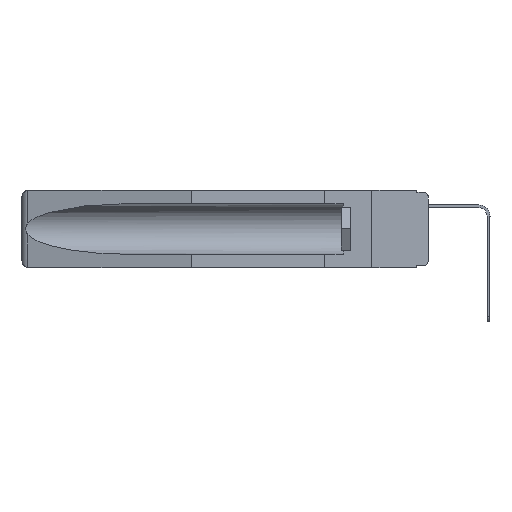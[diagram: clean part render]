
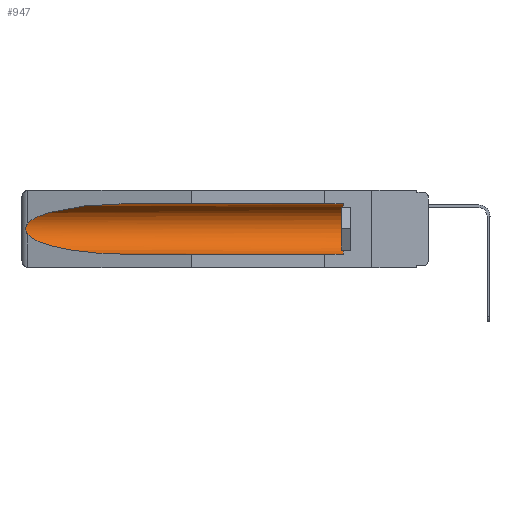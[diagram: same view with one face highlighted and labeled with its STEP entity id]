
A CAD part, left-side view. The second image highlights one B-rep face of the part: STEP entity #947.
In plain terms, the highlighted cylindrical face has radius 2.857 mm (diameter 5.715 mm), a partial arc.
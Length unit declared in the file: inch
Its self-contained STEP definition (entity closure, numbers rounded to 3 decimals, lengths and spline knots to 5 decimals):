
#368 = CARTESIAN_POINT ( 'NONE',  ( 0.155, 0.126, -0.284 ) ) ;
#866 = CARTESIAN_POINT ( 'NONE',  ( 0.26654, 1.53092, -0.15636 ) ) ;
#947 = ADVANCED_FACE ( 'NONE', ( #9511 ), #19276, .F. ) ;
#969 = CARTESIAN_POINT ( 'NONE',  ( 0.155, 0.126, -0.059 ) ) ;
#1187 = DIRECTION ( 'NONE',  ( 0., 1., 0. ) ) ;
#2490 = VECTOR ( 'NONE', #15518, 39.37008 ) ;
#2714 = CARTESIAN_POINT ( 'NONE',  ( 0.26537, 1.52718, -0.19328 ) ) ;
#3271 = ORIENTED_EDGE ( 'NONE', *, *, #12663, .T. ) ;
#3390 = VERTEX_POINT ( 'NONE', #5943 ) ;
#3620 = DIRECTION ( 'NONE',  ( 0., -1., 0. ) ) ;
#4492 = DIRECTION ( 'NONE',  ( 0., 0., 1. ) ) ;
#4624 = VECTOR ( 'NONE', #1187, 39.37008 ) ;
#4769 = VERTEX_POINT ( 'NONE', #969 ) ;
#5048 = CARTESIAN_POINT ( 'NONE',  ( 0.25451, 1.48313, -0.24835 ) ) ;
#5275 = CARTESIAN_POINT ( 'NONE',  ( 0.155, 0.126, -0.1715 ) ) ;
#5547 = VERTEX_POINT ( 'NONE', #19676 ) ;
#5943 = CARTESIAN_POINT ( 'NONE',  ( 0.26537, 1.52718, -0.19328 ) ) ;
#6018 = ORIENTED_EDGE ( 'NONE', *, *, #10050, .T. ) ;
#6063 = CARTESIAN_POINT ( 'NONE',  ( 0.2675, 1.53308, -0.16763 ) ) ;
#6686 = CARTESIAN_POINT ( 'NONE',  ( 0.155, 1.07973, -0.284 ) ) ;
#6745 =( BOUNDED_CURVE ( )  B_SPLINE_CURVE ( 3, ( #2714, #5048, #20337, #20260 ),
 .UNSPECIFIED., .F., .F. ) 
 B_SPLINE_CURVE_WITH_KNOTS ( ( 4, 4 ),
 ( 0.1948, 1.5708 ),
 .UNSPECIFIED. ) 
 CURVE ( )  GEOMETRIC_REPRESENTATION_ITEM ( )  RATIONAL_B_SPLINE_CURVE ( ( 1., 0.848, 0.848, 1. ) ) 
 REPRESENTATION_ITEM ( '' )  );
#7513 = EDGE_CURVE ( 'NONE', #3390, #14576, #6745, .T. ) ;
#7809 = CARTESIAN_POINT ( 'NONE',  ( 0.2675, 1.53308, -0.17534 ) ) ;
#8135 = CARTESIAN_POINT ( 'NONE',  ( 0.155, -0.30754, -0.284 ) ) ;
#9037 = CARTESIAN_POINT ( 'NONE',  ( 0.26537, 1.52718, -0.14972 ) ) ;
#9404 = EDGE_LOOP ( 'NONE', ( #6018, #15990, #21588, #14290, #16385, #3271 ) ) ;
#9511 = FACE_OUTER_BOUND ( 'NONE', #9404, .T. ) ;
#9541 = CARTESIAN_POINT ( 'NONE',  ( 0.155, -0.30754, -0.1715 ) ) ;
#9691 = CARTESIAN_POINT ( 'NONE',  ( 0.2673, 1.5327, -0.16383 ) ) ;
#10050 = EDGE_CURVE ( 'NONE', #5547, #12989, #12466, .T. ) ;
#10254 = CARTESIAN_POINT ( 'NONE',  ( 0.21114, 1.30732, -0.059 ) ) ;
#10592 = CARTESIAN_POINT ( 'NONE',  ( 0.155, -0.30754, -0.059 ) ) ;
#11295 = CARTESIAN_POINT ( 'NONE',  ( 0.2673, 1.53269, -0.17917 ) ) ;
#11827 = CARTESIAN_POINT ( 'NONE',  ( 0.26597, 1.5296, -0.19026 ) ) ;
#12166 = B_SPLINE_CURVE_WITH_KNOTS ( 'NONE', 3,
 ( #14718, #21605, #866, #9691, #6063, #7809, #11295, #14788, #11827, #13585 ),
 .UNSPECIFIED., .F., .F.,
 ( 4, 2, 2, 2, 4 ),
 ( 0., 0.00029, 0.00058, 0.00087, 0.00117 ),
 .UNSPECIFIED. ) ;
#12466 =( BOUNDED_CURVE ( )  B_SPLINE_CURVE ( 3, ( #22287, #10254, #13691, #9037 ),
 .UNSPECIFIED., .F., .F. ) 
 B_SPLINE_CURVE_WITH_KNOTS ( ( 4, 4 ),
 ( 4.71239, 6.08839 ),
 .UNSPECIFIED. ) 
 CURVE ( )  GEOMETRIC_REPRESENTATION_ITEM ( )  RATIONAL_B_SPLINE_CURVE ( ( 1., 0.848, 0.848, 1. ) ) 
 REPRESENTATION_ITEM ( '' )  );
#12663 = EDGE_CURVE ( 'NONE', #4769, #5547, #20629, .T. ) ;
#12758 = CIRCLE ( 'NONE', #18846, 0.1125 ) ;
#12989 = VERTEX_POINT ( 'NONE', #14745 ) ;
#13073 = EDGE_CURVE ( 'NONE', #20096, #14576, #14125, .T. ) ;
#13231 = EDGE_CURVE ( 'NONE', #20096, #4769, #12758, .T. ) ;
#13585 = CARTESIAN_POINT ( 'NONE',  ( 0.26537, 1.52718, -0.19328 ) ) ;
#13691 = CARTESIAN_POINT ( 'NONE',  ( 0.25451, 1.48313, -0.09465 ) ) ;
#14125 = LINE ( 'NONE', #8135, #4624 ) ;
#14290 = ORIENTED_EDGE ( 'NONE', *, *, #13073, .F. ) ;
#14576 = VERTEX_POINT ( 'NONE', #6686 ) ;
#14718 = CARTESIAN_POINT ( 'NONE',  ( 0.26537, 1.52718, -0.14972 ) ) ;
#14745 = CARTESIAN_POINT ( 'NONE',  ( 0.26537, 1.52718, -0.14972 ) ) ;
#14788 = CARTESIAN_POINT ( 'NONE',  ( 0.26655, 1.53094, -0.18657 ) ) ;
#15003 = DIRECTION ( 'NONE',  ( 0., 1., 0. ) ) ;
#15518 = DIRECTION ( 'NONE',  ( 0., 1., 0. ) ) ;
#15990 = ORIENTED_EDGE ( 'NONE', *, *, #21975, .T. ) ;
#16385 = ORIENTED_EDGE ( 'NONE', *, *, #13231, .T. ) ;
#17565 = DIRECTION ( 'NONE',  ( 0., 0., 1. ) ) ;
#18846 = AXIS2_PLACEMENT_3D ( 'NONE', #5275, #3620, #17565 ) ;
#19276 = CYLINDRICAL_SURFACE ( 'NONE', #20121, 0.1125 ) ;
#19676 = CARTESIAN_POINT ( 'NONE',  ( 0.155, 1.07973, -0.059 ) ) ;
#20096 = VERTEX_POINT ( 'NONE', #368 ) ;
#20121 = AXIS2_PLACEMENT_3D ( 'NONE', #9541, #15003, #4492 ) ;
#20260 = CARTESIAN_POINT ( 'NONE',  ( 0.155, 1.07973, -0.284 ) ) ;
#20337 = CARTESIAN_POINT ( 'NONE',  ( 0.21114, 1.30732, -0.284 ) ) ;
#20629 = LINE ( 'NONE', #10592, #2490 ) ;
#21588 = ORIENTED_EDGE ( 'NONE', *, *, #7513, .T. ) ;
#21605 = CARTESIAN_POINT ( 'NONE',  ( 0.26597, 1.52961, -0.15275 ) ) ;
#21975 = EDGE_CURVE ( 'NONE', #12989, #3390, #12166, .T. ) ;
#22287 = CARTESIAN_POINT ( 'NONE',  ( 0.155, 1.07973, -0.059 ) ) ;
